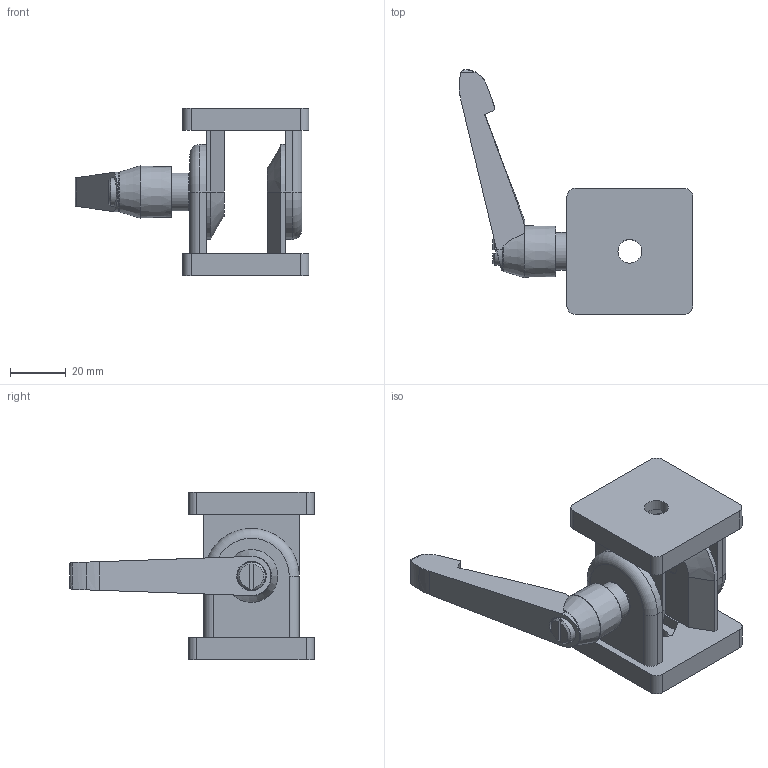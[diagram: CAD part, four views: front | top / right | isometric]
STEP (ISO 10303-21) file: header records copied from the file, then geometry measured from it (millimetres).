
FILE_DESCRIPTION(('STEP AP203'),'1');
FILE_NAME('FIXE10B1011.stp','2025-04-15T09:39:38',(' '),(' '),'Spatial InterOp 3D',' ',' ');
FILE_SCHEMA(('CONFIG_CONTROL_DESIGN'));
Length unit declared in the file: millimetre
Products named in the file (4): Articulation réglable 10 45x45 H30 avec levier; Poignée 8 40x40 / 10 45x45; Vis FHC - M6x12; Demi_Articulation 8 45x45 H30
Assembly tree (4 placements, depth 2):
  Articulation réglable 10 45x45 H30 avec levier
    Poignée 8 40x40 / 10 45x45
    Vis FHC - M6x12
    Demi_Articulation 8 45x45 H30  x2
Bounding box: 83.5 x 87.48 x 60 mm (x, y, z)
Volume: 65632.8 mm3; surface area: 28262.2 mm2
Topology: 4 solids, 4 shells, 148 faces, 375 edges, 246 vertices
Faces by surface type: plane 77, cylinder 40, cone 20, torus 11
Full cylindrical faces by diameter (mm): 5 x2, 6 x4, 7 x2, 8.5 x2, 10 x1, 10.6 x1, 11.34 x1, 13.5 x1
Entity records: 4292 total; most frequent: CARTESIAN_POINT 963, DIRECTION 512, ORIENTED_EDGE 512, EDGE_CURVE 256, AXIS2_PLACEMENT_3D 196, VERTEX_POINT 179, EDGE_LOOP 144, FACE_OUTER_BOUND 123
